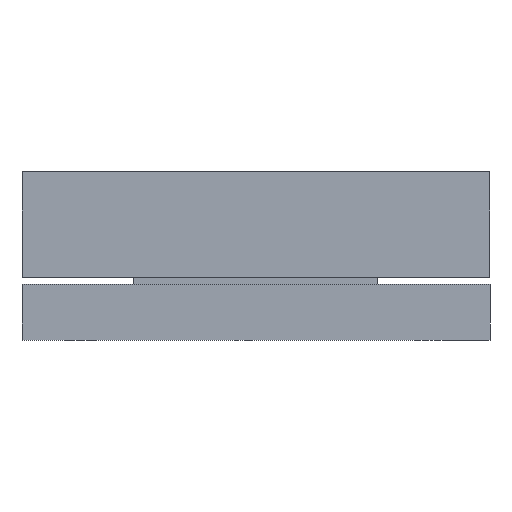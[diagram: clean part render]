
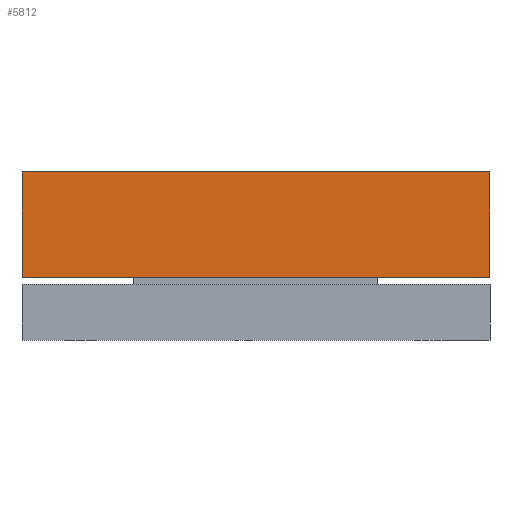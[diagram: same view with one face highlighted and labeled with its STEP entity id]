
A CAD part, front view. The second image highlights one B-rep face of the part: STEP entity #5812.
In plain terms, the highlighted planar face has unit normal (0, -1, 0).
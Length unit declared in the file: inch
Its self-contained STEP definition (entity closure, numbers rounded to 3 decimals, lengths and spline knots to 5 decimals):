
#5670=CARTESIAN_POINT('',(2.,-0.125,0.4515));
#5671=VERTEX_POINT('',#5670);
#5672=CARTESIAN_POINT('',(2.,-0.125,-0.4515));
#5673=VERTEX_POINT('',#5672);
#5674=CARTESIAN_POINT('',(2.,-0.125,0.4515));
#5675=DIRECTION('',(0.0,0.0,-1.0));
#5676=VECTOR('',#5675,0.903);
#5677=LINE('',#5674,#5676);
#5678=EDGE_CURVE('',#5671,#5673,#5677,.T.);
#5710=CARTESIAN_POINT('',(-2.,-0.125,-0.4515));
#5711=VERTEX_POINT('',#5710);
#5712=CARTESIAN_POINT('',(2.,-0.125,-0.4515));
#5713=DIRECTION('',(-1.0,0.0,0.0));
#5714=VECTOR('',#5713,4.);
#5715=LINE('',#5712,#5714);
#5716=EDGE_CURVE('',#5673,#5711,#5715,.T.);
#5741=CARTESIAN_POINT('',(-2.,-0.125,0.4515));
#5742=VERTEX_POINT('',#5741);
#5743=CARTESIAN_POINT('',(-2.,-0.125,-0.4515));
#5744=DIRECTION('',(0.0,0.0,1.0));
#5745=VECTOR('',#5744,0.903);
#5746=LINE('',#5743,#5745);
#5747=EDGE_CURVE('',#5711,#5742,#5746,.T.);
#5772=CARTESIAN_POINT('',(-2.,-0.125,0.4515));
#5773=DIRECTION('',(1.0,0.0,0.0));
#5774=VECTOR('',#5773,4.);
#5775=LINE('',#5772,#5774);
#5776=EDGE_CURVE('',#5742,#5671,#5775,.T.);
#5801=CARTESIAN_POINT('',(0.,-0.125,0.));
#5802=DIRECTION('',(0.0,1.0,0.0));
#5803=DIRECTION('',(0.0,0.0,1.0));
#5804=AXIS2_PLACEMENT_3D('',#5801,#5802,#5803);
#5805=PLANE('',#5804);
#5806=ORIENTED_EDGE('',*,*,#5678,.F.);
#5807=ORIENTED_EDGE('',*,*,#5776,.F.);
#5808=ORIENTED_EDGE('',*,*,#5747,.F.);
#5809=ORIENTED_EDGE('',*,*,#5716,.F.);
#5810=EDGE_LOOP('',(#5806,#5807,#5808,#5809));
#5811=FACE_OUTER_BOUND('',#5810,.T.);
#5812=ADVANCED_FACE('',(#5811),#5805,.F.);
